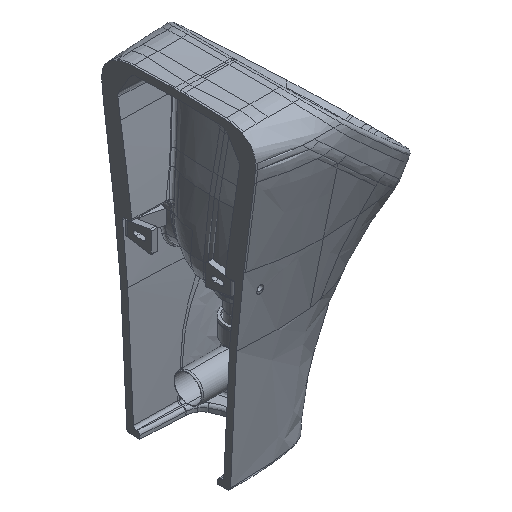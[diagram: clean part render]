
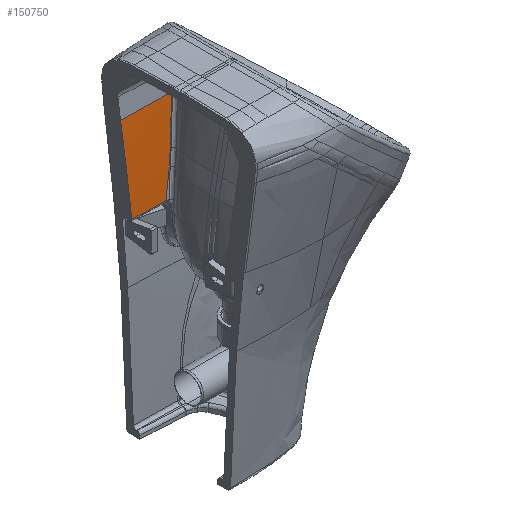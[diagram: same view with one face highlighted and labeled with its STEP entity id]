
A CAD part, isometric view. The second image highlights one B-rep face of the part: STEP entity #150750.
In plain terms, the highlighted free-form (B-spline) face has degree [5, 1] with [6, 2] control points.
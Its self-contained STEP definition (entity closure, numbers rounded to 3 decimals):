
#119187=CARTESIAN_POINT('',(58.38,80.461,258.458));
#119188=VERTEX_POINT('',#119187);
#121076=CARTESIAN_POINT('',(57.682,80.476,258.484));
#121077=VERTEX_POINT('',#121076);
#121078=CARTESIAN_POINT('',(56.109,79.898,253.506));
#121079=DIRECTION('',(-0.017,-0.993,0.121));
#121080=DIRECTION('',(0.99,0.,0.141));
#121081=AXIS2_PLACEMENT_3D('',#121078,#121079,#121080);
#121082=ELLIPSE('',#121081,8.576,4.916);
#121083=EDGE_CURVE('',#121077,#119188,#121082,.F.);
#121110=CARTESIAN_POINT('',(69.271,85.698,301.126));
#121111=VERTEX_POINT('',#121110);
#121118=CARTESIAN_POINT('',(58.38,80.461,258.458));
#121119=CARTESIAN_POINT('',(62.582,82.104,272.566));
#121120=CARTESIAN_POINT('',(66.208,83.845,286.773));
#121121=CARTESIAN_POINT('',(69.271,85.698,301.126));
#121122=B_SPLINE_CURVE_WITH_KNOTS('',3,(#121118,#121119,#121120,#121121),.UNSPECIFIED.,.F.,.U.,(4,4),(1.105,45.51),.UNSPECIFIED.);
#121123=EDGE_CURVE('',#121111,#119188,#121122,.F.);
#121142=CARTESIAN_POINT('',(69.311,85.722,301.314));
#121143=VERTEX_POINT('',#121142);
#121150=CARTESIAN_POINT('',(69.271,85.698,301.126));
#121151=DIRECTION('',(0.207,0.125,0.97));
#121152=VECTOR('',#121151,0.194);
#121153=LINE('',#121150,#121152);
#121154=EDGE_CURVE('',#121143,#121111,#121153,.F.);
#121175=CARTESIAN_POINT('',(74.384,88.952,325.696));
#121176=VERTEX_POINT('',#121175);
#121183=CARTESIAN_POINT('',(69.311,85.722,301.314));
#121184=CARTESIAN_POINT('',(70.349,86.351,306.187));
#121185=CARTESIAN_POINT('',(71.391,86.988,311.06));
#121186=CARTESIAN_POINT('',(72.419,87.632,315.925));
#121187=CARTESIAN_POINT('',(73.423,88.287,320.81));
#121188=CARTESIAN_POINT('',(74.384,88.952,325.696));
#121189=B_SPLINE_CURVE_WITH_KNOTS('',5,(#121183,#121184,#121185,#121186,#121187,#121188),.UNSPECIFIED.,.F.,.U.,(6,6),(0.,25.148),.UNSPECIFIED.);
#121190=EDGE_CURVE('',#121176,#121143,#121189,.F.);
#121217=CARTESIAN_POINT('',(87.399,99.637,398.665));
#121218=VERTEX_POINT('',#121217);
#121225=CARTESIAN_POINT('',(74.384,88.952,325.696));
#121226=CARTESIAN_POINT('',(76.285,90.266,335.365));
#121227=CARTESIAN_POINT('',(78.084,91.615,345.038));
#121228=CARTESIAN_POINT('',(79.84,93.036,354.975));
#121229=CARTESIAN_POINT('',(82.341,95.165,369.516));
#121230=CARTESIAN_POINT('',(84.838,97.372,384.065));
#121231=CARTESIAN_POINT('',(85.674,98.114,388.904));
#121232=CARTESIAN_POINT('',(86.528,98.872,393.789));
#121233=CARTESIAN_POINT('',(87.399,99.637,398.665));
#121234=B_SPLINE_CURVE_WITH_KNOTS('',5,(#121225,#121226,#121227,#121228,#121229,#121230,#121231,#121232,#121233),.UNSPECIFIED.,.F.,.U.,(6,3,6),(0.0,49.917,74.972),.UNSPECIFIED.);
#121235=EDGE_CURVE('',#121218,#121176,#121234,.F.);
#121279=CARTESIAN_POINT('',(30.015,81.006,258.84));
#121280=VERTEX_POINT('',#121279);
#121281=CARTESIAN_POINT('',(57.682,80.476,258.484));
#121282=DIRECTION('',(-1.,0.019,0.013));
#121283=VECTOR('',#121282,27.674);
#121284=LINE('',#121281,#121283);
#121285=EDGE_CURVE('',#121280,#121077,#121284,.F.);
#150683=CARTESIAN_POINT('',(0.,81.581,259.226));
#150684=VERTEX_POINT('',#150683);
#150685=CARTESIAN_POINT('',(0.,81.581,259.226));
#150686=DIRECTION('',(1.,-0.019,-0.013));
#150687=VECTOR('',#150686,30.023);
#150688=LINE('',#150685,#150687);
#150689=EDGE_CURVE('',#150684,#121280,#150688,.T.);
#150713=CARTESIAN_POINT('',(0.,81.472,258.335));
#150714=CARTESIAN_POINT('',(0.,84.891,286.423));
#150715=CARTESIAN_POINT('',(0.,88.557,314.476));
#150716=CARTESIAN_POINT('',(0.,92.48,342.493));
#150717=CARTESIAN_POINT('',(0.,96.672,370.481));
#150718=CARTESIAN_POINT('',(0.,101.143,398.424));
#150719=CARTESIAN_POINT('',(87.399,79.958,258.519));
#150720=CARTESIAN_POINT('',(87.399,83.378,286.618));
#150721=CARTESIAN_POINT('',(87.399,87.045,314.682));
#150722=CARTESIAN_POINT('',(87.399,90.97,342.71));
#150723=CARTESIAN_POINT('',(87.399,95.164,370.71));
#150724=CARTESIAN_POINT('',(87.399,99.637,398.665));
#150725=B_SPLINE_SURFACE_WITH_KNOTS('',5,1,((#150713,#150719),(#150714,#150720),(#150715,#150721),(#150716,#150722),(#150717,#150723),(#150718,#150724)),.UNSPECIFIED.,.F.,.F.,.U.,(6,6),(2,2),(257.849,399.424),(0.0,87.413),.UNSPECIFIED.);
#150726=ORIENTED_EDGE('',*,*,#121083,.T.);
#150727=ORIENTED_EDGE('',*,*,#121123,.F.);
#150728=ORIENTED_EDGE('',*,*,#121154,.F.);
#150729=ORIENTED_EDGE('',*,*,#121190,.F.);
#150730=ORIENTED_EDGE('',*,*,#121235,.F.);
#150731=CARTESIAN_POINT('',(0.,101.143,398.424));
#150732=VERTEX_POINT('',#150731);
#150733=CARTESIAN_POINT('',(0.,101.143,398.424));
#150734=DIRECTION('',(1.,-0.017,0.003));
#150735=VECTOR('',#150734,87.413);
#150736=LINE('',#150733,#150735);
#150737=EDGE_CURVE('',#150732,#121218,#150736,.T.);
#150738=ORIENTED_EDGE('',*,*,#150737,.F.);
#150739=CARTESIAN_POINT('',(0.,2040.266,-2376.329));
#150740=DIRECTION('',(-1.,0.,0.));
#150741=DIRECTION('',(0.,0.296,-0.955));
#150742=AXIS2_PLACEMENT_3D('',#150739,#150740,#150741);
#150743=ELLIPSE('',#150742,4136.846,1644.512);
#150744=EDGE_CURVE('',#150732,#150684,#150743,.F.);
#150745=ORIENTED_EDGE('',*,*,#150744,.T.);
#150746=ORIENTED_EDGE('',*,*,#150689,.T.);
#150747=ORIENTED_EDGE('',*,*,#121285,.T.);
#150748=EDGE_LOOP('',(#150726,#150727,#150728,#150729,#150730,#150738,#150745,#150746,#150747));
#150749=FACE_OUTER_BOUND('',#150748,.T.);
#150750=ADVANCED_FACE('',(#150749),#150725,.F.);
